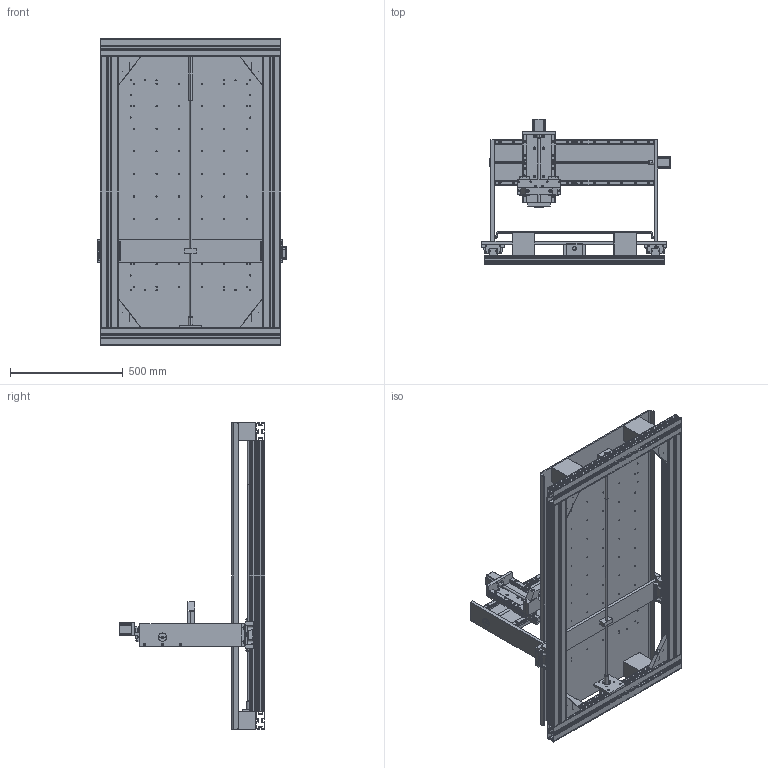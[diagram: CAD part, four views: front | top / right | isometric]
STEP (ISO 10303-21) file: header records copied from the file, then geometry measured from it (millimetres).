
FILE_DESCRIPTION((''),'2;1');
FILE_NAME('CNC_ASM','2014-06-09T',('mmazzon'),(''),'PRO/ENGINEER BY PARAMETRIC TECHNOLOGY CORPORATION, 2012060','PRO/ENGINEER BY PARAMETRIC TECHNOLOGY CORPORATION, 2012060','');
FILE_SCHEMA(('CONFIG_CONTROL_DESIGN'));
Length unit declared in the file: millimetre
Products named in the file (33): PROFILO_BASE_1200; PROFILO_BASE_800; HPC_-_LWH35-1200; HPC_-_LWH35-C; SUPP_ASSE_Y; SUPP_MOTORE_ASSE_Y; NEMA_23; BARRA_FILETTATA_ASSE_Y; ANGOLARI_BASE; PIANO_LAVORAZIONE; SUPP_PIANO; BASE_ASM; SUPP_TESTA_BASE; SUPP_TESTA_LSX; SUPP_TESTA_LDX; SUPP_TESTA_GUIDE; HPC_-_LRX20-700; HPC_-_LRX20-C; SUPP_ASSE_X_Z; BARRA_FILETTATA_ASSE_X; DADO_ASSE_Y_BRONZO; SUPPORTO_TESTA_ASM; TESTA_PIATTO_GUIDE; HPC_-_LRX20-300; SUPPORTO_FRESA_GUIDE; SUPPORTO_FRESA_CHIUSURA; SUPP_MOTORE_ASSE_Z; GUIDA_MOTORE_ASSE_Z; DADO_ASSE_X_BRONZO; BARRA_FILETTATA_ASSE_Z; DADO_ASSE_Z_BRONZO; TESTA_ASM; CNC_ASM
Assembly tree (50 placements, depth 3):
  CNC_ASM
    BASE_ASM
      PROFILO_BASE_1200  x2
      PROFILO_BASE_800  x2
      HPC_-_LWH35-1200  x2
      HPC_-_LWH35-C  x2
      SUPP_ASSE_Y
      SUPP_MOTORE_ASSE_Y
      NEMA_23
      BARRA_FILETTATA_ASSE_Y
      ANGOLARI_BASE  x4
      PIANO_LAVORAZIONE
      SUPP_PIANO  x4
    SUPPORTO_TESTA_ASM
      SUPP_TESTA_BASE
      SUPP_TESTA_LSX
      SUPP_TESTA_LDX
      SUPP_TESTA_GUIDE
      HPC_-_LRX20-700  x2
      HPC_-_LRX20-C  x2
      NEMA_23
      SUPP_ASSE_X_Z
      BARRA_FILETTATA_ASSE_X
      DADO_ASSE_Y_BRONZO
    TESTA_ASM
      TESTA_PIATTO_GUIDE
      HPC_-_LRX20-300  x2
      HPC_-_LRX20-C  x2
      SUPPORTO_FRESA_GUIDE
      SUPPORTO_FRESA_CHIUSURA
      SUPP_MOTORE_ASSE_Z
      NEMA_23
      GUIDA_MOTORE_ASSE_Z
      SUPP_ASSE_X_Z
      DADO_ASSE_X_BRONZO
      BARRA_FILETTATA_ASSE_Z
      DADO_ASSE_Z_BRONZO
Bounding box: 834 x 644.5 x 1360 mm (x, y, z)
Volume: 24059295.9 mm3; surface area: 6909989.6 mm2
Topology: 47 solids, 60 shells, 4036 faces, 10568 edges, 6840 vertices
Faces by surface type: plane 1894, cylinder 1512, cone 474, sphere 84, torus 64, bspline 8
Entity records: 67205 total; most frequent: CARTESIAN_POINT 12155, DIRECTION 11963, ORIENTED_EDGE 10822, EDGE_CURVE 5437, AXIS2_PLACEMENT_3D 4460, VERTEX_POINT 3553, VECTOR 3043, LINE 3043
